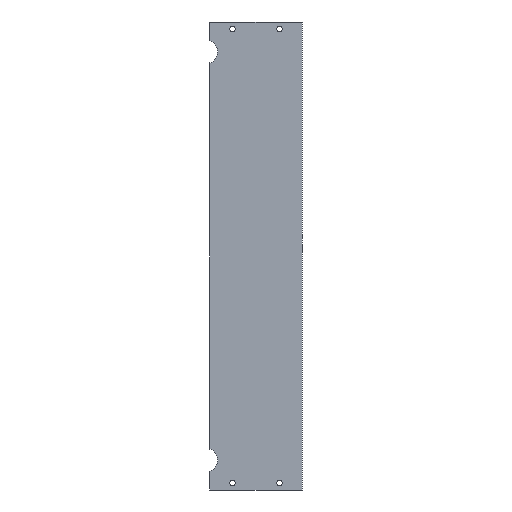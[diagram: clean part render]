
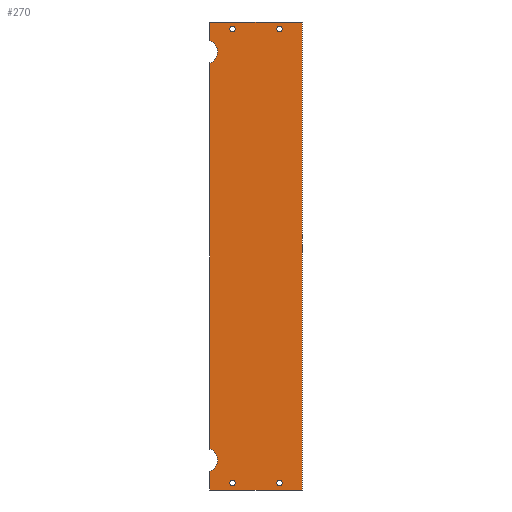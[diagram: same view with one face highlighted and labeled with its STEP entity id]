
A CAD part, front view. The second image highlights one B-rep face of the part: STEP entity #270.
In plain terms, the highlighted planar face has unit normal (0, -1, 0).
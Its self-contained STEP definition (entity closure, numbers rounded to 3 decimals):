
#19=FACE_BOUND('',#55,.T.);
#20=FACE_BOUND('',#56,.T.);
#21=FACE_BOUND('',#57,.T.);
#22=FACE_BOUND('',#58,.T.);
#26=PLANE('',#306);
#36=FACE_OUTER_BOUND('',#54,.T.);
#54=EDGE_LOOP('',(#215,#216,#217,#218,#219,#220,#221,#222));
#55=EDGE_LOOP('',(#223));
#56=EDGE_LOOP('',(#224));
#57=EDGE_LOOP('',(#225));
#58=EDGE_LOOP('',(#226));
#77=LINE('',#437,#101);
#79=LINE('',#440,#103);
#80=LINE('',#443,#104);
#81=LINE('',#445,#105);
#82=LINE('',#447,#106);
#83=LINE('',#448,#107);
#101=VECTOR('',#355,10.);
#103=VECTOR('',#359,10.);
#104=VECTOR('',#362,10.);
#105=VECTOR('',#363,10.);
#106=VECTOR('',#364,10.);
#107=VECTOR('',#365,10.);
#115=CIRCLE('',#294,7.5);
#117=CIRCLE('',#297,7.5);
#123=CIRCLE('',#307,1.75);
#124=CIRCLE('',#308,1.75);
#125=CIRCLE('',#309,1.75);
#126=CIRCLE('',#310,1.75);
#127=VERTEX_POINT('',#399);
#128=VERTEX_POINT('',#400);
#131=VERTEX_POINT('',#408);
#132=VERTEX_POINT('',#409);
#143=VERTEX_POINT('',#436);
#144=VERTEX_POINT('',#442);
#145=VERTEX_POINT('',#444);
#146=VERTEX_POINT('',#446);
#147=VERTEX_POINT('',#449);
#148=VERTEX_POINT('',#451);
#149=VERTEX_POINT('',#453);
#150=VERTEX_POINT('',#455);
#151=EDGE_CURVE('',#127,#128,#115,.T.);
#155=EDGE_CURVE('',#131,#132,#117,.T.);
#169=EDGE_CURVE('',#143,#131,#77,.T.);
#171=EDGE_CURVE('',#132,#127,#79,.T.);
#172=EDGE_CURVE('',#128,#144,#80,.T.);
#173=EDGE_CURVE('',#144,#145,#81,.T.);
#174=EDGE_CURVE('',#145,#146,#82,.T.);
#175=EDGE_CURVE('',#146,#143,#83,.T.);
#176=EDGE_CURVE('',#147,#147,#123,.T.);
#177=EDGE_CURVE('',#148,#148,#124,.T.);
#178=EDGE_CURVE('',#149,#149,#125,.T.);
#179=EDGE_CURVE('',#150,#150,#126,.T.);
#215=ORIENTED_EDGE('',*,*,#151,.T.);
#216=ORIENTED_EDGE('',*,*,#172,.T.);
#217=ORIENTED_EDGE('',*,*,#173,.T.);
#218=ORIENTED_EDGE('',*,*,#174,.T.);
#219=ORIENTED_EDGE('',*,*,#175,.T.);
#220=ORIENTED_EDGE('',*,*,#169,.T.);
#221=ORIENTED_EDGE('',*,*,#155,.T.);
#222=ORIENTED_EDGE('',*,*,#171,.T.);
#223=ORIENTED_EDGE('',*,*,#176,.T.);
#224=ORIENTED_EDGE('',*,*,#177,.T.);
#225=ORIENTED_EDGE('',*,*,#178,.T.);
#226=ORIENTED_EDGE('',*,*,#179,.T.);
#270=ADVANCED_FACE('',(#36,#19,#20,#21,#22),#26,.T.);
#294=AXIS2_PLACEMENT_3D('',#401,#323,#324);
#297=AXIS2_PLACEMENT_3D('',#410,#331,#332);
#306=AXIS2_PLACEMENT_3D('',#441,#360,#361);
#307=AXIS2_PLACEMENT_3D('',#450,#366,#367);
#308=AXIS2_PLACEMENT_3D('',#452,#368,#369);
#309=AXIS2_PLACEMENT_3D('',#454,#370,#371);
#310=AXIS2_PLACEMENT_3D('',#456,#372,#373);
#323=DIRECTION('center_axis',(0.,1.,0.));
#324=DIRECTION('ref_axis',(0.333,0.,0.943));
#331=DIRECTION('center_axis',(0.,1.,0.));
#332=DIRECTION('ref_axis',(0.333,0.,0.943));
#355=DIRECTION('',(0.,0.,-1.));
#359=DIRECTION('',(0.,0.,-1.));
#360=DIRECTION('center_axis',(0.,-1.,0.));
#361=DIRECTION('ref_axis',(0.,0.,-1.));
#362=DIRECTION('',(0.,0.,-1.));
#363=DIRECTION('',(1.,0.,0.));
#364=DIRECTION('',(0.,0.,1.));
#365=DIRECTION('',(-1.,0.,0.));
#366=DIRECTION('center_axis',(0.,1.,0.));
#367=DIRECTION('ref_axis',(-1.,0.,0.));
#368=DIRECTION('center_axis',(0.,1.,0.));
#369=DIRECTION('ref_axis',(-1.,0.,0.));
#370=DIRECTION('center_axis',(0.,1.,0.));
#371=DIRECTION('ref_axis',(-1.,0.,0.));
#372=DIRECTION('center_axis',(0.,1.,0.));
#373=DIRECTION('ref_axis',(-1.,0.,0.));
#399=CARTESIAN_POINT('',(186.308,143.65,-133.26));
#400=CARTESIAN_POINT('',(186.308,143.65,-147.402));
#401=CARTESIAN_POINT('Origin',(183.808,143.65,-140.331));
#408=CARTESIAN_POINT('',(186.308,143.65,127.5));
#409=CARTESIAN_POINT('',(186.308,143.65,113.358));
#410=CARTESIAN_POINT('Origin',(183.808,143.65,120.429));
#436=CARTESIAN_POINT('',(186.308,143.65,139.5));
#437=CARTESIAN_POINT('',(186.308,143.65,139.5));
#440=CARTESIAN_POINT('',(186.308,143.65,139.5));
#441=CARTESIAN_POINT('Origin',(215.808,143.65,-9.951));
#442=CARTESIAN_POINT('',(186.308,143.65,-159.402));
#443=CARTESIAN_POINT('',(186.308,143.65,139.5));
#444=CARTESIAN_POINT('',(245.308,143.65,-159.402));
#445=CARTESIAN_POINT('',(186.308,143.65,-159.402));
#446=CARTESIAN_POINT('',(245.308,143.65,139.5));
#447=CARTESIAN_POINT('',(245.308,143.65,-159.402));
#448=CARTESIAN_POINT('',(245.308,143.65,139.5));
#449=CARTESIAN_POINT('',(232.558,143.65,-154.902));
#450=CARTESIAN_POINT('Origin',(230.808,143.65,-154.902));
#451=CARTESIAN_POINT('',(202.558,143.65,-154.902));
#452=CARTESIAN_POINT('Origin',(200.808,143.65,-154.902));
#453=CARTESIAN_POINT('',(232.558,143.65,135.));
#454=CARTESIAN_POINT('Origin',(230.808,143.65,135.));
#455=CARTESIAN_POINT('',(202.558,143.65,135.));
#456=CARTESIAN_POINT('Origin',(200.808,143.65,135.));
